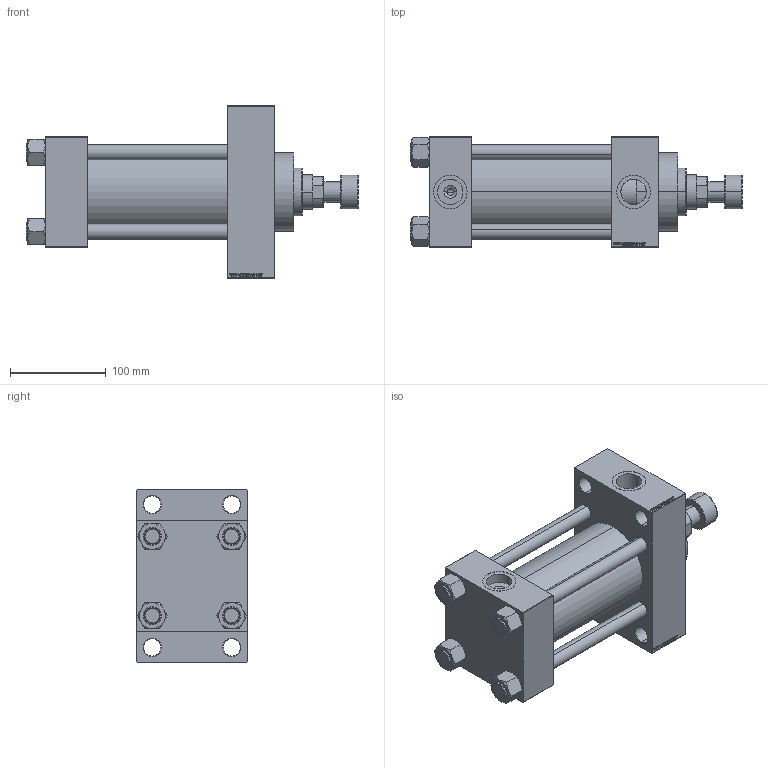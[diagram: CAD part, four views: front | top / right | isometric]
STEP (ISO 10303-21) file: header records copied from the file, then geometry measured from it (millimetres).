
FILE_DESCRIPTION (( 'STEP AP203' ), '1' );
FILE_NAME ('ccda.STEP', '2022-04-16T14:41:25', ( '' ), ( '' ), 'SwSTEP 2.0', 'SolidWorks 2019', '' );
FILE_SCHEMA (( 'CONFIG_CONTROL_DESIGN' ));
Length unit declared in the file: millimetre
Products named in the file (7): ccda; V215CR_D_TYCINKA 5a5cb596ff46d98e0dd59ee4c14d3c21; V215CR_ROD_END_F 5a5cb596ff46d98e0dd59ee4c14d3c21; V215CR_D_Body 5a5cb596ff46d98e0dd59ee4c14d3c21; V215CR_VCP_D 5a5cb596ff46d98e0dd59ee4c14d3c21; V215_VC_A 5a5cb596ff46d98e0dd59ee4c14d3c21; NUT_M5_D 5a5cb596ff46d98e0dd59ee4c14d3c21
Assembly tree (12 placements, depth 2):
  ccda
    V215CR_D_Body 5a5cb596ff46d98e0dd59ee4c14d3c21
    V215CR_VCP_D 5a5cb596ff46d98e0dd59ee4c14d3c21
    NUT_M5_D 5a5cb596ff46d98e0dd59ee4c14d3c21  x4
    V215CR_D_TYCINKA 5a5cb596ff46d98e0dd59ee4c14d3c21  x4
    V215_VC_A 5a5cb596ff46d98e0dd59ee4c14d3c21
    V215CR_ROD_END_F 5a5cb596ff46d98e0dd59ee4c14d3c21
Bounding box: 346 x 115 x 180 mm (x, y, z)
Volume: 2211086.9 mm3; surface area: 368897.2 mm2
Topology: 12 solids, 12 shells, 1173 faces, 2945 edges, 1911 vertices
Faces by surface type: plane 551, bspline 368, cone 146, cylinder 96, torus 12
Entity records: 48356 total; most frequent: CARTESIAN_POINT 25283, ORIENTED_EDGE 5154, DIRECTION 3385, EDGE_CURVE 2577, VERTEX_POINT 1689, VECTOR 1539, LINE 1539, EDGE_LOOP 1152
